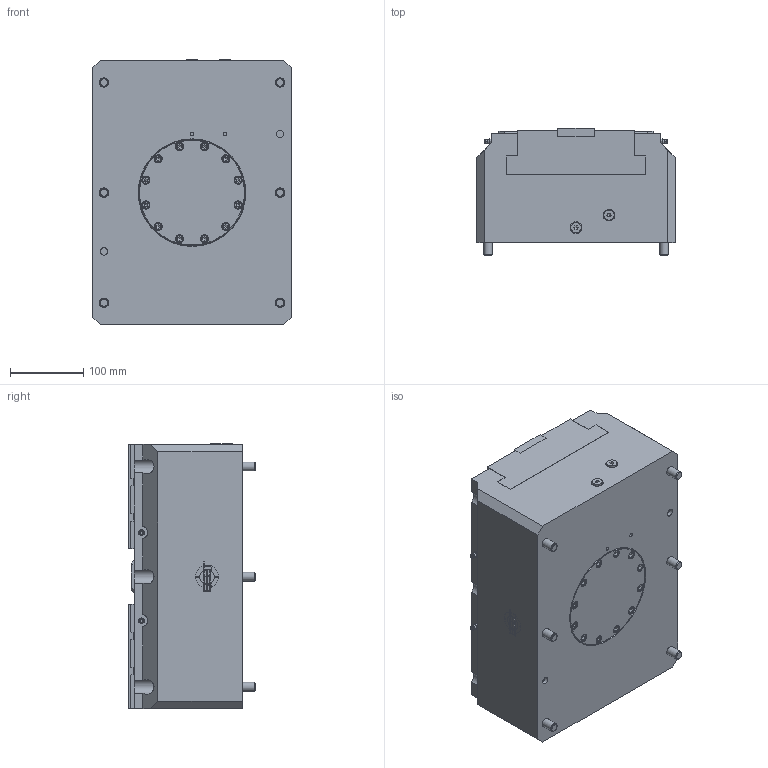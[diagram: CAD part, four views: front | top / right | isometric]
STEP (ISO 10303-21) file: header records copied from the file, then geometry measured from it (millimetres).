
FILE_DESCRIPTION(/* description */ ('Entwurf Sonderspanner'),/* implementation_level */ '2;1');
FILE_NAME(/* name */ '100-0360-001 Kunde (verstellbar).stp',/* time_stamp */ '2023-01-20T08:51:38+01:00',/* author */ ('Chiacchiera'),/* organization */ (''),/* preprocessor_version */ 'ST-DEVELOPER v19.2',/* originating_system */ 'Autodesk Inventor 2023',/* authorisation */ '');
FILE_SCHEMA (('AUTOMOTIVE_DESIGN { 1 0 10303 214 3 1 1 }'));
Length unit declared in the file: millimetre
Products named in the file (3): 100-0360-001 Kunde (verstellbar); 100-0360-001 Basis (verstellbar); 100-0360-001 Backe (verstellbar)
Assembly tree (3 placements, depth 2):
  100-0360-001 Kunde (verstellbar)
    100-0360-001 Basis (verstellbar)
    100-0360-001 Backe (verstellbar)  x2
Bounding box: 270 x 172.5 x 362.25 mm (x, y, z)
Volume: 13767106.2 mm3; surface area: 686608.8 mm2
Topology: 3 solids, 4 shells, 839 faces, 2042 edges, 1315 vertices
Faces by surface type: plane 538, cylinder 185, cone 86, torus 26, sphere 4
Full cylindrical faces by diameter (mm): 4.917 x7, 5 x2, 5.5 x2, 8.376 x44, 8.566 x1, 10 x16, 11 x12, 12 x6, 13 x6, 14 x2, 16 x2, 18 x6, 20 x6, 145 x1
Entity records: 22563 total; most frequent: CARTESIAN_POINT 4270, ORIENTED_EDGE 3646, DIRECTION 3590, EDGE_CURVE 1823, AXIS2_PLACEMENT_3D 1261, VERTEX_POINT 1191, LINE 1068, VECTOR 1068
